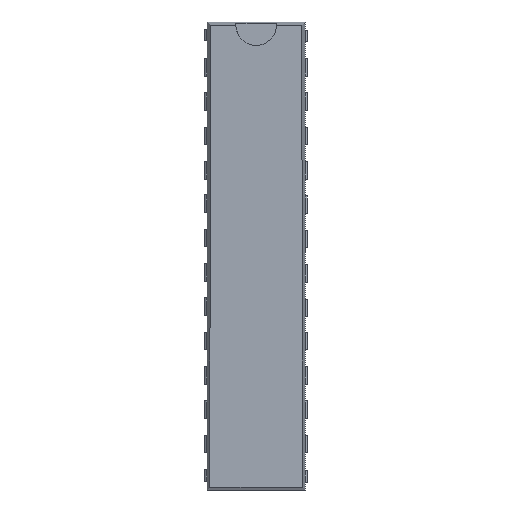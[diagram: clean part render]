
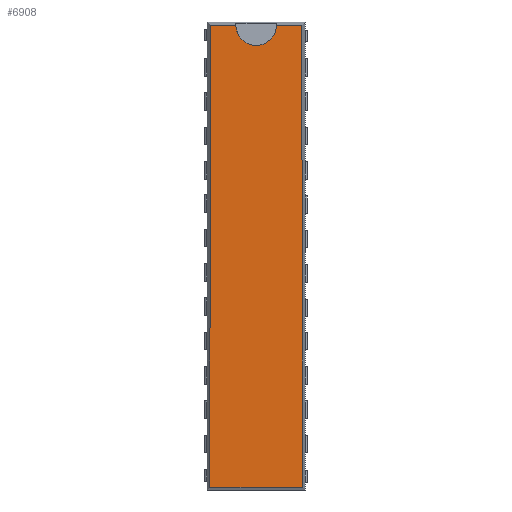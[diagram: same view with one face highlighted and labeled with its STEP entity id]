
A CAD part, top view. The second image highlights one B-rep face of the part: STEP entity #6908.
In plain terms, the highlighted planar face has unit normal (0, -0.007, 1).
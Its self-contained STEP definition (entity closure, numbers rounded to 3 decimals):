
#133=FACE_OUTER_BOUND('',#531,.T.);
#531=EDGE_LOOP('',(#4546,#4547,#4548,#4549,#4550,#4551));
#927=CIRCLE('',#7349,1.5);
#1041=LINE('',#9803,#1941);
#1045=LINE('',#9810,#1945);
#1046=LINE('',#9813,#1946);
#1047=LINE('',#9815,#1947);
#1048=LINE('',#9816,#1948);
#1941=VECTOR('',#7876,10.);
#1945=VECTOR('',#7880,10.);
#1946=VECTOR('',#7883,10.);
#1947=VECTOR('',#7884,10.);
#1948=VECTOR('',#7885,10.);
#2842=VERTEX_POINT('',#9796);
#2843=VERTEX_POINT('',#9798);
#2844=VERTEX_POINT('',#9802);
#2847=VERTEX_POINT('',#9808);
#2848=VERTEX_POINT('',#9812);
#2849=VERTEX_POINT('',#9814);
#3519=EDGE_CURVE('',#2843,#2842,#927,.T.);
#3521=EDGE_CURVE('',#2843,#2844,#1041,.T.);
#3525=EDGE_CURVE('',#2847,#2842,#1045,.T.);
#3526=EDGE_CURVE('',#2848,#2847,#1046,.T.);
#3527=EDGE_CURVE('',#2849,#2848,#1047,.T.);
#3528=EDGE_CURVE('',#2844,#2849,#1048,.T.);
#4546=ORIENTED_EDGE('',*,*,#3519,.T.);
#4547=ORIENTED_EDGE('',*,*,#3525,.F.);
#4548=ORIENTED_EDGE('',*,*,#3526,.F.);
#4549=ORIENTED_EDGE('',*,*,#3527,.F.);
#4550=ORIENTED_EDGE('',*,*,#3528,.F.);
#4551=ORIENTED_EDGE('',*,*,#3521,.F.);
#6566=PLANE('',#7352);
#6908=ADVANCED_FACE('',(#133),#6566,.F.);
#7349=AXIS2_PLACEMENT_3D('',#9799,#7870,#7871);
#7352=AXIS2_PLACEMENT_3D('',#9811,#7881,#7882);
#7870=DIRECTION('center_axis',(0.,0.007,-1.));
#7871=DIRECTION('ref_axis',(1.,0.,0.));
#7876=DIRECTION('',(1.,0.,0.));
#7880=DIRECTION('',(1.,0.,0.));
#7881=DIRECTION('center_axis',(0.,0.007,-1.));
#7882=DIRECTION('ref_axis',(0.,1.,0.007));
#7883=DIRECTION('',(0.001,1.,0.007));
#7884=DIRECTION('',(-1.,0.,0.));
#7885=DIRECTION('',(0.001,-1.,-0.007));
#9796=CARTESIAN_POINT('',(-1.483,17.052,5.238));
#9798=CARTESIAN_POINT('',(1.516,17.052,5.238));
#9799=CARTESIAN_POINT('Origin',(0.016,17.052,5.238));
#9802=CARTESIAN_POINT('',(3.395,17.052,5.238));
#9803=CARTESIAN_POINT('',(-3.61,17.052,5.238));
#9808=CARTESIAN_POINT('',(-3.362,17.052,5.238));
#9810=CARTESIAN_POINT('',(-3.61,17.052,5.238));
#9811=CARTESIAN_POINT('Origin',(-3.61,-17.8,5.));
#9812=CARTESIAN_POINT('',(-3.409,-17.099,5.005));
#9813=CARTESIAN_POINT('',(-3.41,-17.545,5.002));
#9814=CARTESIAN_POINT('',(3.442,-17.099,5.005));
#9815=CARTESIAN_POINT('',(-3.61,-17.099,5.005));
#9816=CARTESIAN_POINT('',(3.442,-17.549,5.002));
